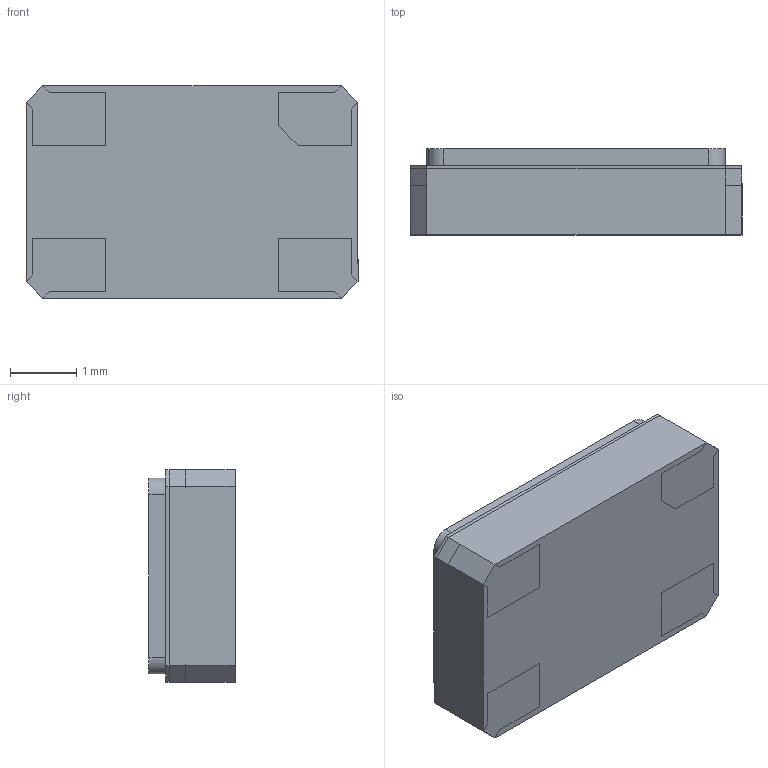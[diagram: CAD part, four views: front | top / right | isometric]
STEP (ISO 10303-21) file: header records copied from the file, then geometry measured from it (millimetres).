
FILE_DESCRIPTION (( 'STEP AP214' ), '1' );
FILE_NAME ('ABM3C-14.31818MHZ-D4Y-T.STEP', '2021-10-29T21:16:32', ( '' ), ( '' ), 'SwSTEP 2.0', 'SolidWorks 2017', '' );
FILE_SCHEMA (( 'AUTOMOTIVE_DESIGN' ));
Length unit declared in the file: millimetre
Products named in the file (1): ABM3C-14.31818MHZ-D4Y-T
Bounding box: 5 x 1.3 x 3.2 mm (x, y, z)
Volume: 20 mm3; surface area: 138.5 mm2
Topology: 7 solids, 7 shells, 96 faces, 238 edges, 156 vertices
Faces by surface type: plane 92, cylinder 4
Entity records: 2874 total; most frequent: CARTESIAN_POINT 491, ORIENTED_EDGE 476, DIRECTION 440, EDGE_CURVE 238, LINE 230, VECTOR 230, VERTEX_POINT 156, AXIS2_PLACEMENT_3D 105
